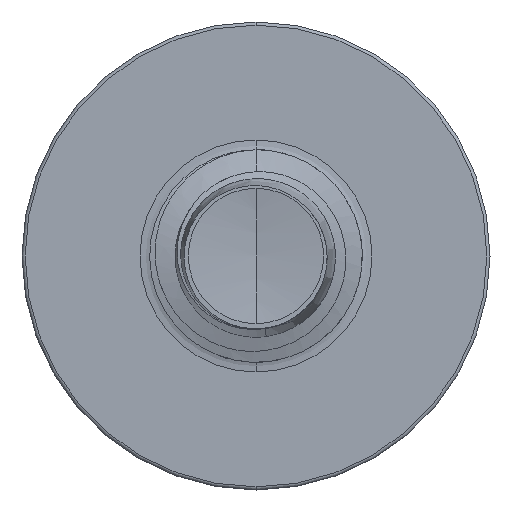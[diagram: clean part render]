
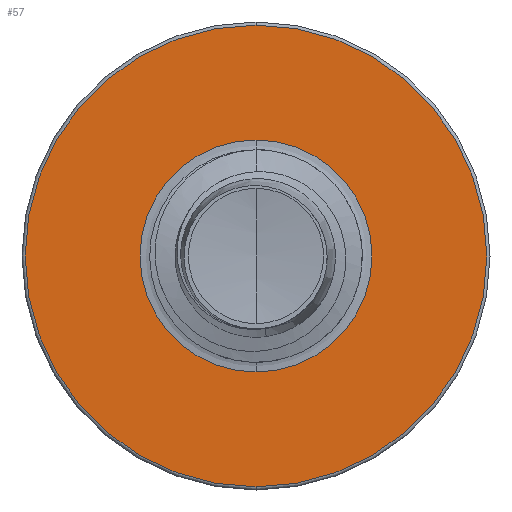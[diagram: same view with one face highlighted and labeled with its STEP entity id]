
A CAD part, front view. The second image highlights one B-rep face of the part: STEP entity #57.
In plain terms, the highlighted planar face has unit normal (0, -1, 0).
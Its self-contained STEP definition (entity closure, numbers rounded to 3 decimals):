
#30 = DIRECTION ( 'NONE',  ( 0., 1., 0. ) ) ;
#57 = ADVANCED_FACE ( 'NONE', ( #11445, #1628 ), #4670, .F. ) ;
#80 = AXIS2_PLACEMENT_3D ( 'NONE', #4528, #4646, #4641 ) ;
#300 = CIRCLE ( 'NONE', #2383, 2.712 ) ;
#1091 = ORIENTED_EDGE ( 'NONE', *, *, #9911, .T. ) ;
#1135 = AXIS2_PLACEMENT_3D ( 'NONE', #7685, #1201, #8741 ) ;
#1201 = DIRECTION ( 'NONE',  ( 0., 1., 0. ) ) ;
#1628 = FACE_BOUND ( 'NONE', #11826, .T. ) ;
#1988 = VERTEX_POINT ( 'NONE', #2528 ) ;
#2383 = AXIS2_PLACEMENT_3D ( 'NONE', #3354, #3339, #3321 ) ;
#2528 = CARTESIAN_POINT ( 'NONE',  ( 0., 2.25, -2.712 ) ) ;
#3107 = CARTESIAN_POINT ( 'NONE',  ( 0., 2.25, 1.363 ) ) ;
#3321 = DIRECTION ( 'NONE',  ( 0., 0., 1. ) ) ;
#3339 = DIRECTION ( 'NONE',  ( 0., 1., 0. ) ) ;
#3354 = CARTESIAN_POINT ( 'NONE',  ( 0., 2.25, 0. ) ) ;
#3528 = CIRCLE ( 'NONE', #6357, 1.363 ) ;
#3733 = ORIENTED_EDGE ( 'NONE', *, *, #10901, .F. ) ;
#4528 = CARTESIAN_POINT ( 'NONE',  ( 0., 2.25, -1.363 ) ) ;
#4641 = DIRECTION ( 'NONE',  ( 0., 0., 1. ) ) ;
#4646 = DIRECTION ( 'NONE',  ( 0., 1., 0. ) ) ;
#4670 = PLANE ( 'NONE',  #80 ) ;
#5177 = VERTEX_POINT ( 'NONE', #6774 ) ;
#5361 = EDGE_CURVE ( 'NONE', #9694, #7996, #10297, .T. ) ;
#5959 = CARTESIAN_POINT ( 'NONE',  ( 0., 2.25, -1.363 ) ) ;
#6119 = DIRECTION ( 'NONE',  ( 0., 0., 1. ) ) ;
#6133 = DIRECTION ( 'NONE',  ( 0., 1., 0. ) ) ;
#6134 = CARTESIAN_POINT ( 'NONE',  ( 0., 2.25, 0. ) ) ;
#6357 = AXIS2_PLACEMENT_3D ( 'NONE', #6718, #30, #7744 ) ;
#6512 = EDGE_CURVE ( 'NONE', #1988, #5177, #300, .T. ) ;
#6571 = ORIENTED_EDGE ( 'NONE', *, *, #6512, .F. ) ;
#6718 = CARTESIAN_POINT ( 'NONE',  ( 0., 2.25, 0. ) ) ;
#6774 = CARTESIAN_POINT ( 'NONE',  ( 0., 2.25, 2.713 ) ) ;
#7685 = CARTESIAN_POINT ( 'NONE',  ( 0., 2.25, 0. ) ) ;
#7744 = DIRECTION ( 'NONE',  ( 0., 0., 1. ) ) ;
#7996 = VERTEX_POINT ( 'NONE', #5959 ) ;
#8741 = DIRECTION ( 'NONE',  ( 0., 0., 1. ) ) ;
#9637 = CIRCLE ( 'NONE', #1135, 2.712 ) ;
#9694 = VERTEX_POINT ( 'NONE', #3107 ) ;
#9911 = EDGE_CURVE ( 'NONE', #7996, #9694, #3528, .T. ) ;
#10147 = EDGE_LOOP ( 'NONE', ( #3733, #6571 ) ) ;
#10297 = CIRCLE ( 'NONE', #12436, 1.363 ) ;
#10901 = EDGE_CURVE ( 'NONE', #5177, #1988, #9637, .T. ) ;
#11356 = ORIENTED_EDGE ( 'NONE', *, *, #5361, .T. ) ;
#11445 = FACE_OUTER_BOUND ( 'NONE', #10147, .T. ) ;
#11826 = EDGE_LOOP ( 'NONE', ( #11356, #1091 ) ) ;
#12436 = AXIS2_PLACEMENT_3D ( 'NONE', #6134, #6133, #6119 ) ;
